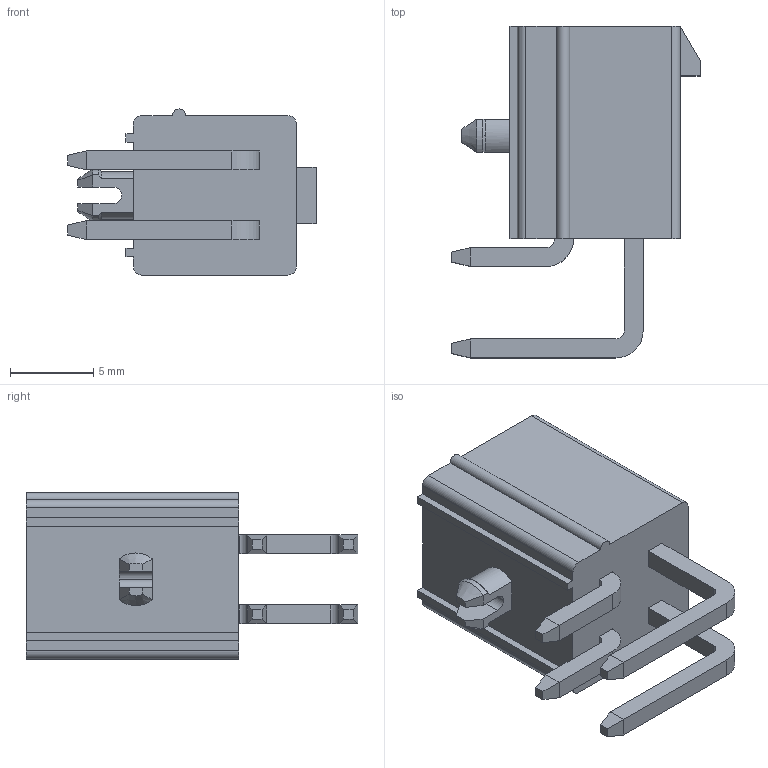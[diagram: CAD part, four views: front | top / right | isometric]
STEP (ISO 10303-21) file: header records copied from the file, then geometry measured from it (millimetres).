
FILE_DESCRIPTION((''),'2;1');
FILE_NAME('10127819-04XXXPXLF','2019-12-19T',('mgvipin'),('AFCI'),'CREO PARAMETRIC BY PTC INC, 2016130','CREO PARAMETRIC BY PTC INC, 2016130','');
FILE_SCHEMA(('CONFIG_CONTROL_DESIGN'));
Length unit declared in the file: millimetre
Products named in the file (1): 10127819-04XXXPXLF
Bounding box: 14.95 x 19.97 x 10 mm (x, y, z)
Volume: 798.8 mm3; surface area: 1594.1 mm2
Topology: 1 solids, 1 shells, 183 faces, 444 edges, 273 vertices
Faces by surface type: plane 157, cylinder 21, cone 5
Entity records: 5254 total; most frequent: CARTESIAN_POINT 937, ORIENTED_EDGE 888, DIRECTION 851, EDGE_CURVE 444, VECTOR 387, LINE 387, VERTEX_POINT 273, AXIS2_PLACEMENT_3D 232
